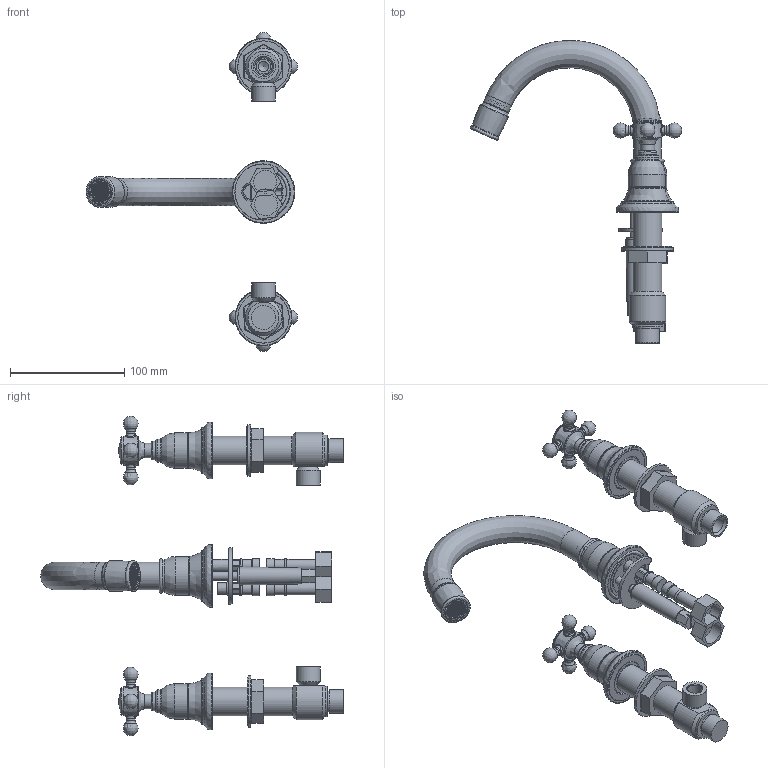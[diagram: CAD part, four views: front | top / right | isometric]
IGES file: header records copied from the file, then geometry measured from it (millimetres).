
Global section: file name: V2K16-X-NP; native system: Autodesk Inventor 2018; preprocessor: unknown; author: aduggalther; date: 20180907.121624; units: millimetre
Bounding box: 185.67 x 265.47 x 280.3 mm (x, y, z)
Volume: 362315.4 mm3; surface area: 186977 mm2
Topology: 42 solids, 43 shells, 2993 faces, 7868 edges, 5207 vertices
Faces by surface type: bspline 2993
